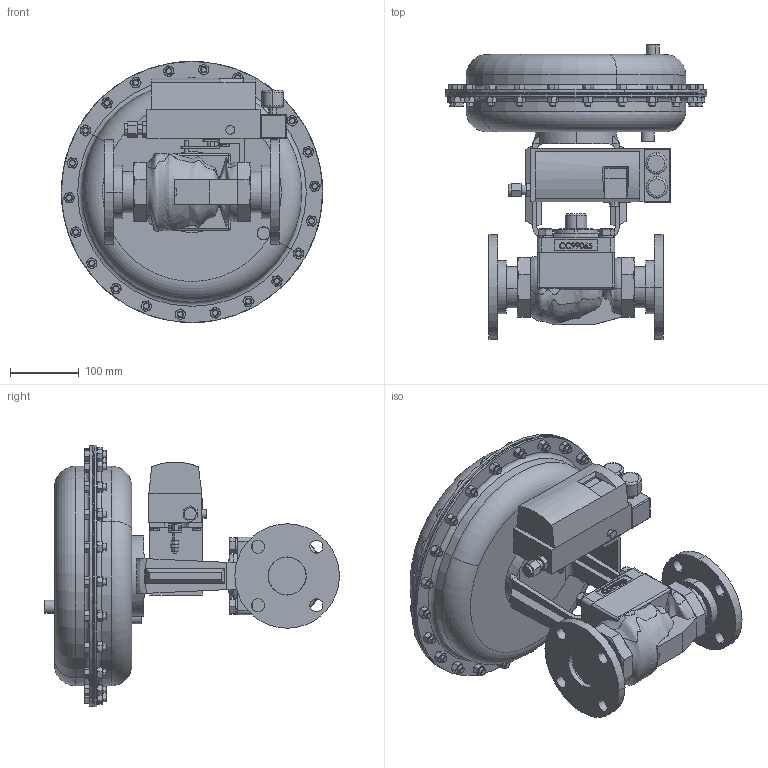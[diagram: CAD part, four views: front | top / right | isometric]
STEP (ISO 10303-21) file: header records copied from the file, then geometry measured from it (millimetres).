
FILE_DESCRIPTION (( 'STEP AP203' ), '1' );
FILE_NAME ('78SP-200-BR+CS+S6-F5-85M-16IQ.step', '2017-09-25T17:13:35', ( '' ), ( '' ), 'SwSTEP 2.0', 'SolidWorks 2014', '' );
FILE_SCHEMA (( 'CONFIG_CONTROL_DESIGN' ));
Length unit declared in the file: inch
Products named in the file (1): 78SP-200-BR+CS+S6-F5-85M-16IQ
Bounding box: 381 x 429.92 x 381 mm (x, y, z)
Volume: 13157305.2 mm3; surface area: 726572.2 mm2
Topology: 1 solids, 1 shells, 1575 faces, 3766 edges, 2316 vertices
Faces by surface type: plane 676, cone 500, cylinder 269, bspline 102, torus 18, sphere 10
Entity records: 62264 total; most frequent: CARTESIAN_POINT 27650, ORIENTED_EDGE 7520, DIRECTION 6490, EDGE_CURVE 3760, AXIS2_PLACEMENT_3D 2483, VERTEX_POINT 2316, EDGE_LOOP 1780, FACE_OUTER_BOUND 1575
